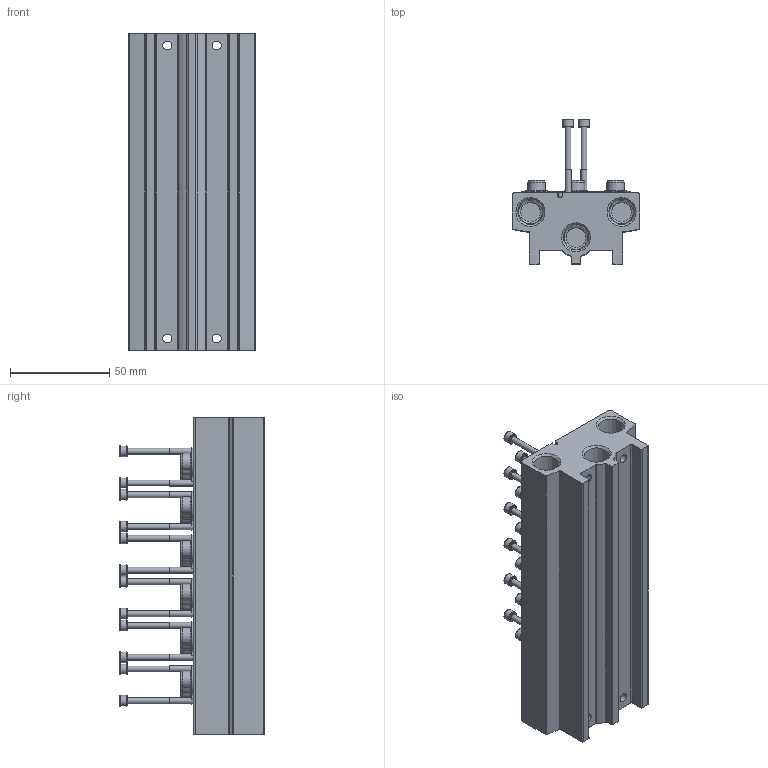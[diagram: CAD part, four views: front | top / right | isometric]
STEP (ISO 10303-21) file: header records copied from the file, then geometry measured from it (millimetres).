
FILE_DESCRIPTION(/* description */ ('STEP AP214'),/* implementation_level */ '2;1');
FILE_NAME(/* name */ '576433_VABM-B10-20S-N14-6',/* time_stamp */ '2024-09-15T21:34:38+02:00',/* author */ ('License CC BY-ND 4.0'),/* organization */ ('CADENAS'),/* preprocessor_version */ 'ST-DEVELOPER v19.3',/* originating_system */ 'PARTsolutions',/* authorisation */ ' ');
FILE_SCHEMA (('AUTOMOTIVE_DESIGN {1 0 10303 214 3 1 1}'));
Length unit declared in the file: millimetre
Products named in the file (5): 576433 VABM-B10-20S-N14-6; 576433 VABM-B10-20S-N14-6---(M); 1355283 VUVS-G18-3---(S); 2833702 F-M3x40-10.9; 174165 B-1/4-NPT---(Plug)
Assembly tree (22 placements, depth 2):
  576433 VABM-B10-20S-N14-6
    576433 VABM-B10-20S-N14-6---(M)
    1355283 VUVS-G18-3---(S)  x6
    2833702 F-M3x40-10.9  x12
    174165 B-1/4-NPT---(Plug)  x3
Bounding box: 64.2 x 73.1 x 160 mm (x, y, z)
Volume: 252776.3 mm3; surface area: 80828.6 mm2
Topology: 22 solids, 22 shells, 1028 faces, 2490 edges, 1579 vertices
Faces by surface type: plane 492, cylinder 279, cone 209, torus 48
Full cylindrical faces by diameter (mm): 2.459 x12, 2.92 x12, 3 x12, 3.242 x1, 3.5 x1, 4.5 x4, 5.5 x12, 6 x36, 6.35 x3, 8.9 x18, 10.1 x3, 10.8 x18
Entity records: 8958 total; most frequent: CARTESIAN_POINT 1779, DIRECTION 1517, ORIENTED_EDGE 1212, AXIS2_PLACEMENT_3D 610, EDGE_CURVE 606, FACE_BOUND 524, EDGE_LOOP 509, VERTEX_POINT 466
